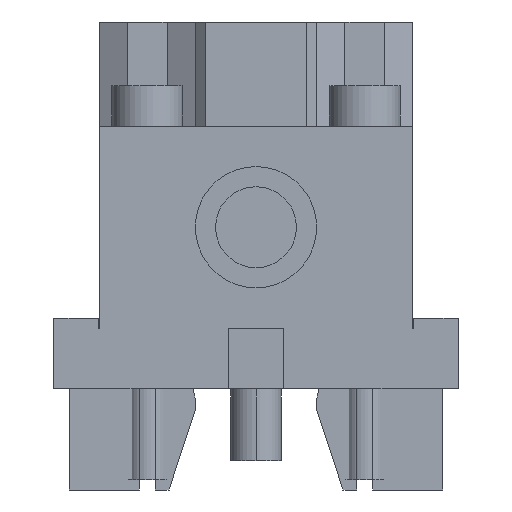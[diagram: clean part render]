
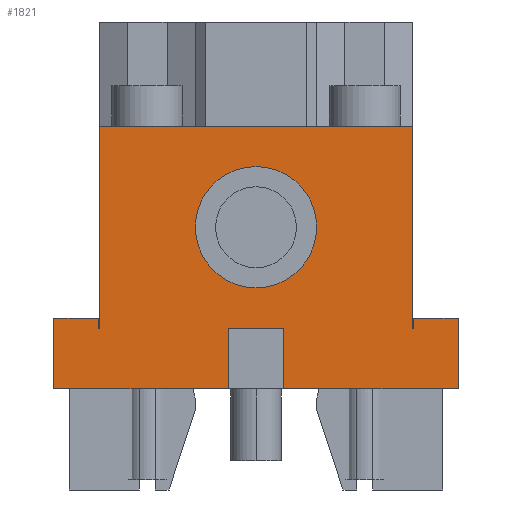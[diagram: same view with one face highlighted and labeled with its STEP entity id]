
A CAD part, front view. The second image highlights one B-rep face of the part: STEP entity #1821.
In plain terms, the highlighted planar face has unit normal (0, -1, 0).
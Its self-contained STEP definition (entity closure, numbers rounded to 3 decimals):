
#1687=AXIS2_PLACEMENT_3D('Plane Axis2P3D',#1684,#1685,#1686) ;
#1805=AXIS2_PLACEMENT_3D('Circle Axis2P3D',#1803,#1804,$) ;
#1814=AXIS2_PLACEMENT_3D('Circle Axis2P3D',#1812,#1813,$) ;
#1471=CARTESIAN_POINT('Vertex',(35.5,12.,36.)) ;
#1474=CARTESIAN_POINT('Line Origine',(35.5,12.,26.)) ;
#1478=CARTESIAN_POINT('Vertex',(35.5,12.,16.)) ;
#1659=CARTESIAN_POINT('Vertex',(4.5,12.,36.)) ;
#1662=CARTESIAN_POINT('Line Origine',(20.,12.,36.)) ;
#1684=CARTESIAN_POINT('Axis2P3D Location',(35.5,12.,36.)) ;
#1689=CARTESIAN_POINT('Line Origine',(22.75,12.,13.)) ;
#1693=CARTESIAN_POINT('Vertex',(22.75,12.,10.)) ;
#1695=CARTESIAN_POINT('Vertex',(22.75,12.,16.)) ;
#1698=CARTESIAN_POINT('Line Origine',(31.375,12.,10.)) ;
#1702=CARTESIAN_POINT('Vertex',(40.,12.,10.)) ;
#1705=CARTESIAN_POINT('Line Origine',(40.,12.,13.5)) ;
#1709=CARTESIAN_POINT('Vertex',(40.,12.,17.)) ;
#1712=CARTESIAN_POINT('Line Origine',(37.8,12.,17.)) ;
#1716=CARTESIAN_POINT('Vertex',(35.6,12.,17.)) ;
#1719=CARTESIAN_POINT('Line Origine',(35.6,12.,16.5)) ;
#1723=CARTESIAN_POINT('Vertex',(35.6,12.,16.)) ;
#1726=CARTESIAN_POINT('Line Origine',(35.55,12.,16.)) ;
#1731=CARTESIAN_POINT('Line Origine',(4.5,12.,26.)) ;
#1735=CARTESIAN_POINT('Vertex',(4.5,12.,16.)) ;
#1738=CARTESIAN_POINT('Line Origine',(4.45,12.,16.)) ;
#1742=CARTESIAN_POINT('Vertex',(4.4,12.,16.)) ;
#1745=CARTESIAN_POINT('Line Origine',(4.4,12.,16.5)) ;
#1749=CARTESIAN_POINT('Vertex',(4.4,12.,17.)) ;
#1752=CARTESIAN_POINT('Line Origine',(2.2,12.,17.)) ;
#1756=CARTESIAN_POINT('Vertex',(0.,12.,17.)) ;
#1759=CARTESIAN_POINT('Line Origine',(0.,12.,13.5)) ;
#1763=CARTESIAN_POINT('Vertex',(0.,12.,10.)) ;
#1766=CARTESIAN_POINT('Line Origine',(8.625,12.,10.)) ;
#1770=CARTESIAN_POINT('Vertex',(17.25,12.,10.)) ;
#1773=CARTESIAN_POINT('Line Origine',(17.25,12.,13.)) ;
#1777=CARTESIAN_POINT('Vertex',(17.25,12.,16.)) ;
#1780=CARTESIAN_POINT('Line Origine',(20.,12.,16.)) ;
#1803=CARTESIAN_POINT('Axis2P3D Location',(20.,12.,26.)) ;
#1807=CARTESIAN_POINT('Vertex',(20.,12.,20.)) ;
#1809=CARTESIAN_POINT('Vertex',(20.,12.,32.)) ;
#1812=CARTESIAN_POINT('Axis2P3D Location',(20.,12.,26.)) ;
#1475=DIRECTION('Vector Direction',(0.,0.,-1.)) ;
#1663=DIRECTION('Vector Direction',(-1.,0.,0.)) ;
#1685=DIRECTION('Axis2P3D Direction',(0.,-1.,0.)) ;
#1686=DIRECTION('Axis2P3D XDirection',(-1.,0.,0.)) ;
#1690=DIRECTION('Vector Direction',(0.,0.,1.)) ;
#1699=DIRECTION('Vector Direction',(-1.,0.,0.)) ;
#1706=DIRECTION('Vector Direction',(0.,0.,1.)) ;
#1713=DIRECTION('Vector Direction',(-1.,0.,0.)) ;
#1720=DIRECTION('Vector Direction',(0.,0.,1.)) ;
#1727=DIRECTION('Vector Direction',(-1.,0.,0.)) ;
#1732=DIRECTION('Vector Direction',(0.,0.,-1.)) ;
#1739=DIRECTION('Vector Direction',(-1.,0.,0.)) ;
#1746=DIRECTION('Vector Direction',(0.,0.,1.)) ;
#1753=DIRECTION('Vector Direction',(-1.,0.,0.)) ;
#1760=DIRECTION('Vector Direction',(0.,0.,1.)) ;
#1767=DIRECTION('Vector Direction',(-1.,0.,0.)) ;
#1774=DIRECTION('Vector Direction',(0.,0.,1.)) ;
#1781=DIRECTION('Vector Direction',(-1.,0.,0.)) ;
#1804=DIRECTION('Axis2P3D Direction',(0.,-1.,0.)) ;
#1813=DIRECTION('Axis2P3D Direction',(0.,-1.,0.)) ;
#1476=VECTOR('Line Direction',#1475,1.) ;
#1664=VECTOR('Line Direction',#1663,1.) ;
#1691=VECTOR('Line Direction',#1690,1.) ;
#1700=VECTOR('Line Direction',#1699,1.) ;
#1707=VECTOR('Line Direction',#1706,1.) ;
#1714=VECTOR('Line Direction',#1713,1.) ;
#1721=VECTOR('Line Direction',#1720,1.) ;
#1728=VECTOR('Line Direction',#1727,1.) ;
#1733=VECTOR('Line Direction',#1732,1.) ;
#1740=VECTOR('Line Direction',#1739,1.) ;
#1747=VECTOR('Line Direction',#1746,1.) ;
#1754=VECTOR('Line Direction',#1753,1.) ;
#1761=VECTOR('Line Direction',#1760,1.) ;
#1768=VECTOR('Line Direction',#1767,1.) ;
#1775=VECTOR('Line Direction',#1774,1.) ;
#1782=VECTOR('Line Direction',#1781,1.) ;
#1786=ORIENTED_EDGE('',*,*,#1697,.F.) ;
#1787=ORIENTED_EDGE('',*,*,#1704,.F.) ;
#1788=ORIENTED_EDGE('',*,*,#1711,.T.) ;
#1789=ORIENTED_EDGE('',*,*,#1718,.T.) ;
#1790=ORIENTED_EDGE('',*,*,#1725,.F.) ;
#1791=ORIENTED_EDGE('',*,*,#1730,.T.) ;
#1792=ORIENTED_EDGE('',*,*,#1480,.F.) ;
#1793=ORIENTED_EDGE('',*,*,#1666,.F.) ;
#1794=ORIENTED_EDGE('',*,*,#1737,.T.) ;
#1795=ORIENTED_EDGE('',*,*,#1744,.T.) ;
#1796=ORIENTED_EDGE('',*,*,#1751,.T.) ;
#1797=ORIENTED_EDGE('',*,*,#1758,.T.) ;
#1798=ORIENTED_EDGE('',*,*,#1765,.F.) ;
#1799=ORIENTED_EDGE('',*,*,#1772,.F.) ;
#1800=ORIENTED_EDGE('',*,*,#1779,.T.) ;
#1801=ORIENTED_EDGE('',*,*,#1784,.F.) ;
#1818=ORIENTED_EDGE('',*,*,#1811,.F.) ;
#1819=ORIENTED_EDGE('',*,*,#1816,.F.) ;
#1820=FACE_BOUND('',#1817,.T.) ;
#1821=ADVANCED_FACE('Hauptk\X2\00F6\X0\rper',(#1802,#1820),#1688,.T.) ;
#1806=CIRCLE('generated circle',#1805,6.) ;
#1815=CIRCLE('generated circle',#1814,6.) ;
#1480=EDGE_CURVE('',#1472,#1479,#1477,.T.) ;
#1666=EDGE_CURVE('',#1660,#1472,#1665,.F.) ;
#1697=EDGE_CURVE('',#1694,#1696,#1692,.T.) ;
#1704=EDGE_CURVE('',#1703,#1694,#1701,.T.) ;
#1711=EDGE_CURVE('',#1703,#1710,#1708,.T.) ;
#1718=EDGE_CURVE('',#1710,#1717,#1715,.T.) ;
#1725=EDGE_CURVE('',#1724,#1717,#1722,.T.) ;
#1730=EDGE_CURVE('',#1724,#1479,#1729,.T.) ;
#1737=EDGE_CURVE('',#1660,#1736,#1734,.T.) ;
#1744=EDGE_CURVE('',#1736,#1743,#1741,.T.) ;
#1751=EDGE_CURVE('',#1743,#1750,#1748,.T.) ;
#1758=EDGE_CURVE('',#1750,#1757,#1755,.T.) ;
#1765=EDGE_CURVE('',#1764,#1757,#1762,.T.) ;
#1772=EDGE_CURVE('',#1771,#1764,#1769,.T.) ;
#1779=EDGE_CURVE('',#1771,#1778,#1776,.T.) ;
#1784=EDGE_CURVE('',#1696,#1778,#1783,.T.) ;
#1811=EDGE_CURVE('',#1808,#1810,#1806,.T.) ;
#1816=EDGE_CURVE('',#1810,#1808,#1815,.T.) ;
#1785=EDGE_LOOP('',(#1786,#1787,#1788,#1789,#1790,#1791,#1792,#1793,#1794,#1795,#1796,#1797,#1798,#1799,#1800,#1801)) ;
#1817=EDGE_LOOP('',(#1818,#1819)) ;
#1802=FACE_OUTER_BOUND('',#1785,.T.) ;
#1477=LINE('Line',#1474,#1476) ;
#1665=LINE('Line',#1662,#1664) ;
#1692=LINE('Line',#1689,#1691) ;
#1701=LINE('Line',#1698,#1700) ;
#1708=LINE('Line',#1705,#1707) ;
#1715=LINE('Line',#1712,#1714) ;
#1722=LINE('Line',#1719,#1721) ;
#1729=LINE('Line',#1726,#1728) ;
#1734=LINE('Line',#1731,#1733) ;
#1741=LINE('Line',#1738,#1740) ;
#1748=LINE('Line',#1745,#1747) ;
#1755=LINE('Line',#1752,#1754) ;
#1762=LINE('Line',#1759,#1761) ;
#1769=LINE('Line',#1766,#1768) ;
#1776=LINE('Line',#1773,#1775) ;
#1783=LINE('Line',#1780,#1782) ;
#1688=PLANE('',#1687) ;
#1472=VERTEX_POINT('',#1471) ;
#1479=VERTEX_POINT('',#1478) ;
#1660=VERTEX_POINT('',#1659) ;
#1694=VERTEX_POINT('',#1693) ;
#1696=VERTEX_POINT('',#1695) ;
#1703=VERTEX_POINT('',#1702) ;
#1710=VERTEX_POINT('',#1709) ;
#1717=VERTEX_POINT('',#1716) ;
#1724=VERTEX_POINT('',#1723) ;
#1736=VERTEX_POINT('',#1735) ;
#1743=VERTEX_POINT('',#1742) ;
#1750=VERTEX_POINT('',#1749) ;
#1757=VERTEX_POINT('',#1756) ;
#1764=VERTEX_POINT('',#1763) ;
#1771=VERTEX_POINT('',#1770) ;
#1778=VERTEX_POINT('',#1777) ;
#1808=VERTEX_POINT('',#1807) ;
#1810=VERTEX_POINT('',#1809) ;
